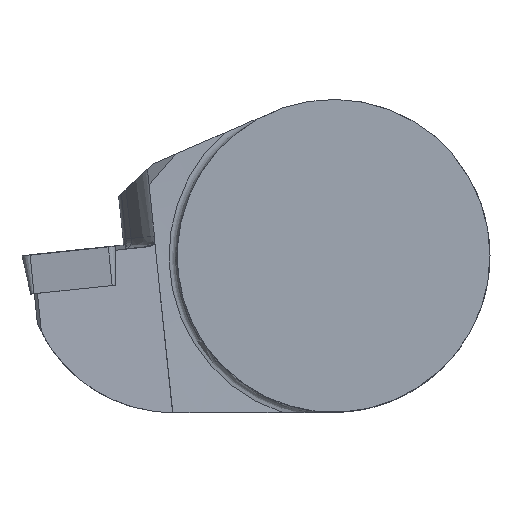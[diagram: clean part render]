
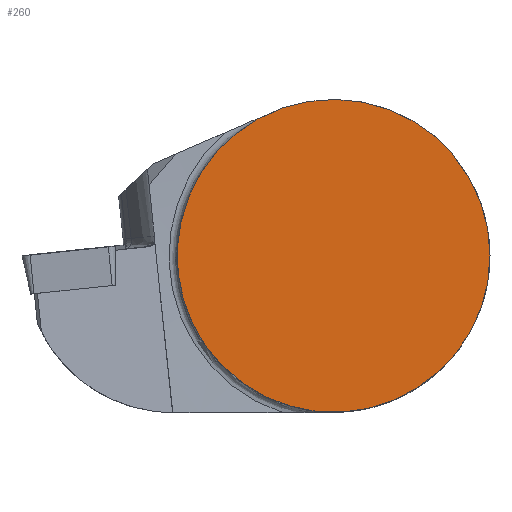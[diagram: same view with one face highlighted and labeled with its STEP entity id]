
A CAD part, top view. The second image highlights one B-rep face of the part: STEP entity #260.
In plain terms, the highlighted planar face has unit normal (0, 0, 1).
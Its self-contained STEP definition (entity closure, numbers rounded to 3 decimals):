
#168=CIRCLE('',#1341,16.);
#260=ADVANCED_FACE('',(#360),#320,.T.);
#320=PLANE('',#1375);
#360=FACE_OUTER_BOUND('',#419,.T.);
#419=EDGE_LOOP('',(#638));
#638=ORIENTED_EDGE('',*,*,#975,.T.);
#859=VERTEX_POINT('',#1895);
#975=EDGE_CURVE('',#859,#859,#168,.T.);
#1341=AXIS2_PLACEMENT_3D('',#1894,#1505,#1506);
#1375=AXIS2_PLACEMENT_3D('',#2102,#1598,#1599);
#1505=DIRECTION('',(0.,0.,1.));
#1506=DIRECTION('',(1.,0.,0.));
#1598=DIRECTION('',(0.,0.,1.));
#1599=DIRECTION('',(-1.,0.,0.));
#1894=CARTESIAN_POINT('',(0.,0.,0.));
#1895=CARTESIAN_POINT('',(16.,0.,0.));
#2102=CARTESIAN_POINT('',(0.,0.,0.));
